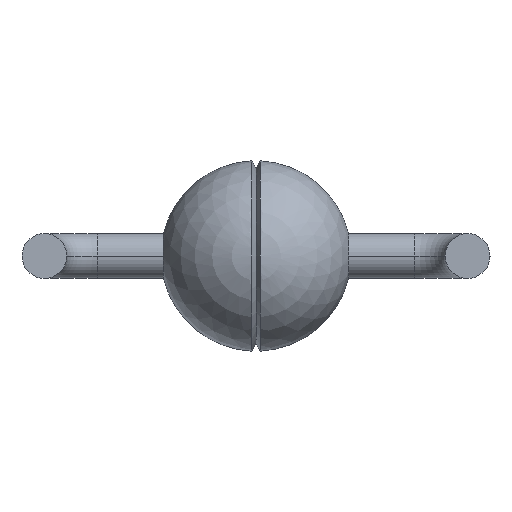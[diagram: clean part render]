
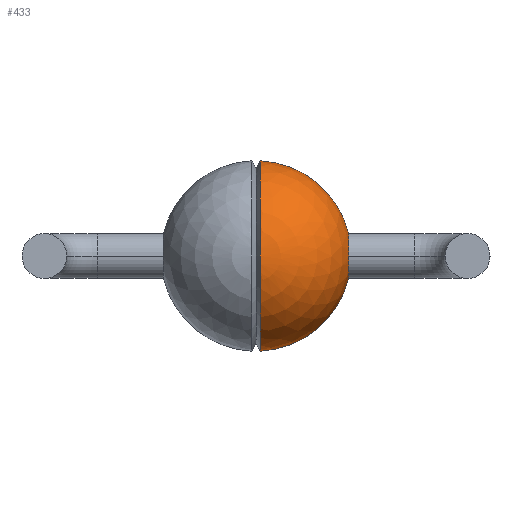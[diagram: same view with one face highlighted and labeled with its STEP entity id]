
A CAD part, front view. The second image highlights one B-rep face of the part: STEP entity #433.
In plain terms, the highlighted spherical face has radius 1.8 mm.
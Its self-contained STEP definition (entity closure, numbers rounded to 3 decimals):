
#9 = AXIS2_PLACEMENT_3D ( 'NONE', #374, #613, #466 ) ;
#15 = DIRECTION ( 'NONE',  ( -1., 0., 0. ) ) ;
#21 = DIRECTION ( 'NONE',  ( 0., 0., 1. ) ) ;
#30 = CARTESIAN_POINT ( 'NONE',  ( 0.081, 0., 0. ) ) ;
#59 = VERTEX_POINT ( 'NONE', #88 ) ;
#63 = CARTESIAN_POINT ( 'NONE',  ( 1.75, -0.423, 0. ) ) ;
#82 = VERTEX_POINT ( 'NONE', #651 ) ;
#88 = CARTESIAN_POINT ( 'NONE',  ( 0.081, 0., 1.798 ) ) ;
#92 = AXIS2_PLACEMENT_3D ( 'NONE', #30, #143, #248 ) ;
#99 = ORIENTED_EDGE ( 'NONE', *, *, #612, .F. ) ;
#107 = CIRCLE ( 'NONE', #596, 0.423 ) ;
#125 = EDGE_CURVE ( 'NONE', #82, #59, #556, .T. ) ;
#143 = DIRECTION ( 'NONE',  ( -1., 0., 0. ) ) ;
#149 = ORIENTED_EDGE ( 'NONE', *, *, #220, .T. ) ;
#176 = AXIS2_PLACEMENT_3D ( 'NONE', #551, #448, #218 ) ;
#177 = AXIS2_PLACEMENT_3D ( 'NONE', #418, #361, #563 ) ;
#184 = CARTESIAN_POINT ( 'NONE',  ( 1.75, 0., -0.423 ) ) ;
#188 = FACE_OUTER_BOUND ( 'NONE', #518, .T. ) ;
#216 = DIRECTION ( 'NONE',  ( 0., -1., 0. ) ) ;
#218 = DIRECTION ( 'NONE',  ( 0., 0., -1. ) ) ;
#220 = EDGE_CURVE ( 'NONE', #411, #232, #107, .T. ) ;
#232 = VERTEX_POINT ( 'NONE', #63 ) ;
#248 = DIRECTION ( 'NONE',  ( 0., 0., 1. ) ) ;
#269 = AXIS2_PLACEMENT_3D ( 'NONE', #270, #216, #615 ) ;
#270 = CARTESIAN_POINT ( 'NONE',  ( 0., 0., 0. ) ) ;
#297 = CIRCLE ( 'NONE', #92, 1.798 ) ;
#309 = CIRCLE ( 'NONE', #9, 0.423 ) ;
#313 = CARTESIAN_POINT ( 'NONE',  ( 0.081, 0., -1.798 ) ) ;
#347 = SPHERICAL_SURFACE ( 'NONE', #176, 1.8 ) ;
#361 = DIRECTION ( 'NONE',  ( 0., 1., 0. ) ) ;
#362 = EDGE_CURVE ( 'NONE', #468, #59, #297, .T. ) ;
#374 = CARTESIAN_POINT ( 'NONE',  ( 1.75, 0., 0. ) ) ;
#411 = VERTEX_POINT ( 'NONE', #184 ) ;
#418 = CARTESIAN_POINT ( 'NONE',  ( 0., 0., 0. ) ) ;
#433 = ADVANCED_FACE ( 'NONE', ( #188 ), #347, .T. ) ;
#448 = DIRECTION ( 'NONE',  ( 0., -1., 0. ) ) ;
#466 = DIRECTION ( 'NONE',  ( 0., 0., 1. ) ) ;
#468 = VERTEX_POINT ( 'NONE', #313 ) ;
#510 = EDGE_CURVE ( 'NONE', #232, #82, #309, .T. ) ;
#518 = EDGE_LOOP ( 'NONE', ( #149, #549, #646, #614, #99 ) ) ;
#522 = CARTESIAN_POINT ( 'NONE',  ( 1.75, 0., 0. ) ) ;
#531 = CIRCLE ( 'NONE', #177, 1.8 ) ;
#549 = ORIENTED_EDGE ( 'NONE', *, *, #510, .T. ) ;
#551 = CARTESIAN_POINT ( 'NONE',  ( 0., 0., 0. ) ) ;
#556 = CIRCLE ( 'NONE', #269, 1.8 ) ;
#563 = DIRECTION ( 'NONE',  ( 0., 0., 1. ) ) ;
#596 = AXIS2_PLACEMENT_3D ( 'NONE', #522, #15, #21 ) ;
#612 = EDGE_CURVE ( 'NONE', #411, #468, #531, .T. ) ;
#613 = DIRECTION ( 'NONE',  ( -1., 0., 0. ) ) ;
#614 = ORIENTED_EDGE ( 'NONE', *, *, #362, .F. ) ;
#615 = DIRECTION ( 'NONE',  ( 0., 0., -1. ) ) ;
#646 = ORIENTED_EDGE ( 'NONE', *, *, #125, .T. ) ;
#651 = CARTESIAN_POINT ( 'NONE',  ( 1.75, 0., 0.423 ) ) ;
